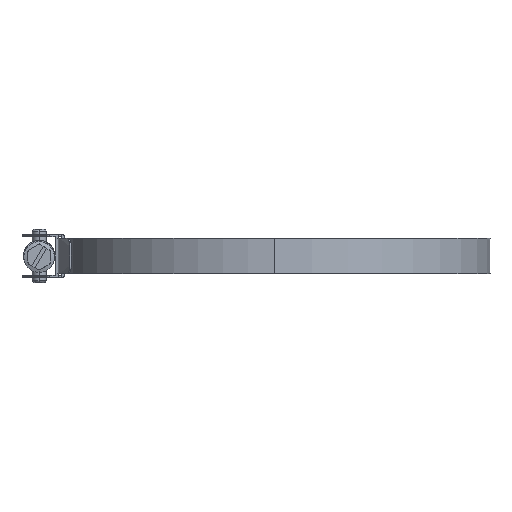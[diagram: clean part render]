
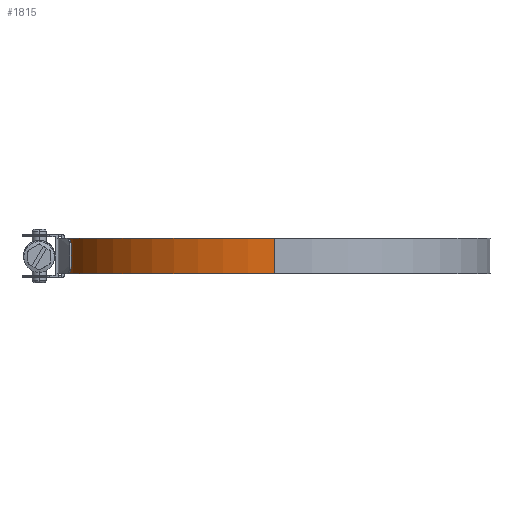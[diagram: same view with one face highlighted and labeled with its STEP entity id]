
A CAD part, left-side view. The second image highlights one B-rep face of the part: STEP entity #1815.
In plain terms, the highlighted cylindrical face has radius 76.53 mm (diameter 153.06 mm), a partial arc.
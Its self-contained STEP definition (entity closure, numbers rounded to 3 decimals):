
#62 = CARTESIAN_POINT ( 'NONE',  ( -76.53, 0., 6.35 ) ) ;
#155 = CARTESIAN_POINT ( 'NONE',  ( 0., 0., -6.35 ) ) ;
#1414 = CARTESIAN_POINT ( 'NONE',  ( 0., 76.53, -6.35 ) ) ;
#1614 = AXIS2_PLACEMENT_3D ( 'NONE', #9966, #11824, #2536 ) ;
#1681 = CIRCLE ( 'NONE', #8850, 76.53 ) ;
#1815 = ADVANCED_FACE ( 'NONE', ( #11889 ), #7612, .T. ) ;
#1913 = VERTEX_POINT ( 'NONE', #10936 ) ;
#2073 = EDGE_CURVE ( 'NONE', #12445, #9911, #6115, .T. ) ;
#2314 = CARTESIAN_POINT ( 'NONE',  ( 0., 0., 6.35 ) ) ;
#2536 = DIRECTION ( 'NONE',  ( -1., 0., 0. ) ) ;
#3328 = ORIENTED_EDGE ( 'NONE', *, *, #4032, .T. ) ;
#4032 = EDGE_CURVE ( 'NONE', #9911, #1913, #1681, .T. ) ;
#4148 = ORIENTED_EDGE ( 'NONE', *, *, #2073, .T. ) ;
#4846 = DIRECTION ( 'NONE',  ( 0., 0., -1. ) ) ;
#5202 = EDGE_LOOP ( 'NONE', ( #5821, #9398, #4148, #3328 ) ) ;
#5366 = LINE ( 'NONE', #5501, #6299 ) ;
#5446 = AXIS2_PLACEMENT_3D ( 'NONE', #2314, #9657, #8439 ) ;
#5501 = CARTESIAN_POINT ( 'NONE',  ( -76.53, 0., 6.35 ) ) ;
#5715 = VERTEX_POINT ( 'NONE', #62 ) ;
#5821 = ORIENTED_EDGE ( 'NONE', *, *, #12236, .F. ) ;
#6115 = LINE ( 'NONE', #10293, #6366 ) ;
#6299 = VECTOR ( 'NONE', #10711, 1000. ) ;
#6366 = VECTOR ( 'NONE', #4846, 1000. ) ;
#7612 = CYLINDRICAL_SURFACE ( 'NONE', #1614, 76.53 ) ;
#7709 = DIRECTION ( 'NONE',  ( 1., 0., 0. ) ) ;
#8439 = DIRECTION ( 'NONE',  ( 1., 0., 0. ) ) ;
#8850 = AXIS2_PLACEMENT_3D ( 'NONE', #155, #10678, #7709 ) ;
#9398 = ORIENTED_EDGE ( 'NONE', *, *, #12735, .F. ) ;
#9657 = DIRECTION ( 'NONE',  ( 0., 0., 1. ) ) ;
#9911 = VERTEX_POINT ( 'NONE', #1414 ) ;
#9966 = CARTESIAN_POINT ( 'NONE',  ( 0., 0., 6.35 ) ) ;
#10293 = CARTESIAN_POINT ( 'NONE',  ( 0., 76.53, 6.35 ) ) ;
#10678 = DIRECTION ( 'NONE',  ( 0., 0., 1. ) ) ;
#10711 = DIRECTION ( 'NONE',  ( 0., 0., -1. ) ) ;
#10936 = CARTESIAN_POINT ( 'NONE',  ( -76.53, 0., -6.35 ) ) ;
#11824 = DIRECTION ( 'NONE',  ( 0., 0., -1. ) ) ;
#11889 = FACE_OUTER_BOUND ( 'NONE', #5202, .T. ) ;
#12236 = EDGE_CURVE ( 'NONE', #5715, #1913, #5366, .T. ) ;
#12445 = VERTEX_POINT ( 'NONE', #13147 ) ;
#12735 = EDGE_CURVE ( 'NONE', #12445, #5715, #13356, .T. ) ;
#13147 = CARTESIAN_POINT ( 'NONE',  ( 0., 76.53, 6.35 ) ) ;
#13356 = CIRCLE ( 'NONE', #5446, 76.53 ) ;
